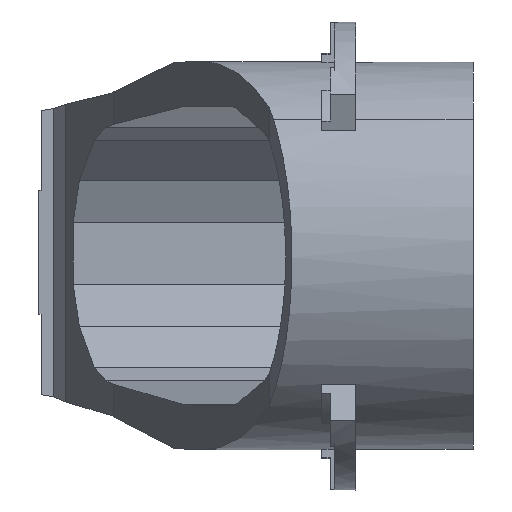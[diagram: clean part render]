
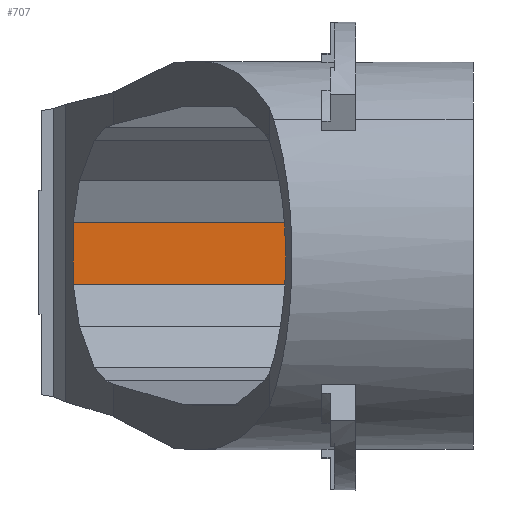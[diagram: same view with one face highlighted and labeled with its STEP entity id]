
A CAD part, front view. The second image highlights one B-rep face of the part: STEP entity #707.
In plain terms, the highlighted planar face has unit normal (0, -1, -0.009).
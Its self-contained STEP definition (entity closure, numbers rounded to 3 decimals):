
#215 = CARTESIAN_POINT ( 'NONE',  ( -69.5, 131.217, 1.145 ) ) ;
#349 = CARTESIAN_POINT ( 'NONE',  ( -128.49, 131.343, -13.34 ) ) ;
#558 = ORIENTED_EDGE ( 'NONE', *, *, #1883, .T. ) ;
#707 = ADVANCED_FACE ( 'NONE', ( #1438 ), #931, .T. ) ;
#762 = VECTOR ( 'NONE', #5986, 1000. ) ;
#931 = PLANE ( 'NONE',  #2241 ) ;
#1013 = VECTOR ( 'NONE', #1109, 1000. ) ;
#1109 = DIRECTION ( 'NONE',  ( -1., 0., 0. ) ) ;
#1214 = EDGE_CURVE ( 'NONE', #2822, #2441, #4488, .T. ) ;
#1438 = FACE_OUTER_BOUND ( 'NONE', #1909, .T. ) ;
#1514 = CARTESIAN_POINT ( 'NONE',  ( -69.5, 131.343, -13.34 ) ) ;
#1883 = EDGE_CURVE ( 'NONE', #2313, #5351, #4052, .T. ) ;
#1909 = EDGE_LOOP ( 'NONE', ( #558, #3339, #4560, #6058 ) ) ;
#2081 = CARTESIAN_POINT ( 'NONE',  ( -187.479, 131.091, 15.63 ) ) ;
#2221 = VECTOR ( 'NONE', #5811, 1000. ) ;
#2241 = AXIS2_PLACEMENT_3D ( 'NONE', #4885, #3471, #3854 ) ;
#2313 = VERTEX_POINT ( 'NONE', #1514 ) ;
#2441 = VERTEX_POINT ( 'NONE', #2705 ) ;
#2541 = EDGE_CURVE ( 'NONE', #2313, #2441, #5254, .T. ) ;
#2705 = CARTESIAN_POINT ( 'NONE',  ( -187.479, 131.343, -13.34 ) ) ;
#2814 = CARTESIAN_POINT ( 'NONE',  ( -69.5, 131.091, 15.63 ) ) ;
#2822 = VERTEX_POINT ( 'NONE', #2081 ) ;
#2943 = VECTOR ( 'NONE', #5567, 1000. ) ;
#3339 = ORIENTED_EDGE ( 'NONE', *, *, #5542, .T. ) ;
#3471 = DIRECTION ( 'NONE',  ( 0., -1., -0.009 ) ) ;
#3854 = DIRECTION ( 'NONE',  ( 0., 0.009, -1. ) ) ;
#4052 = LINE ( 'NONE', #215, #2943 ) ;
#4488 = LINE ( 'NONE', #5072, #762 ) ;
#4560 = ORIENTED_EDGE ( 'NONE', *, *, #1214, .T. ) ;
#4885 = CARTESIAN_POINT ( 'NONE',  ( -189.839, 131.081, 16.726 ) ) ;
#5072 = CARTESIAN_POINT ( 'NONE',  ( -187.479, 131.217, 1.145 ) ) ;
#5254 = LINE ( 'NONE', #349, #2221 ) ;
#5351 = VERTEX_POINT ( 'NONE', #2814 ) ;
#5486 = CARTESIAN_POINT ( 'NONE',  ( -128.49, 131.091, 15.63 ) ) ;
#5522 = LINE ( 'NONE', #5486, #1013 ) ;
#5542 = EDGE_CURVE ( 'NONE', #5351, #2822, #5522, .T. ) ;
#5567 = DIRECTION ( 'NONE',  ( 0., -0.009, 1. ) ) ;
#5811 = DIRECTION ( 'NONE',  ( -1., 0., 0. ) ) ;
#5986 = DIRECTION ( 'NONE',  ( 0., 0.009, -1. ) ) ;
#6058 = ORIENTED_EDGE ( 'NONE', *, *, #2541, .F. ) ;
